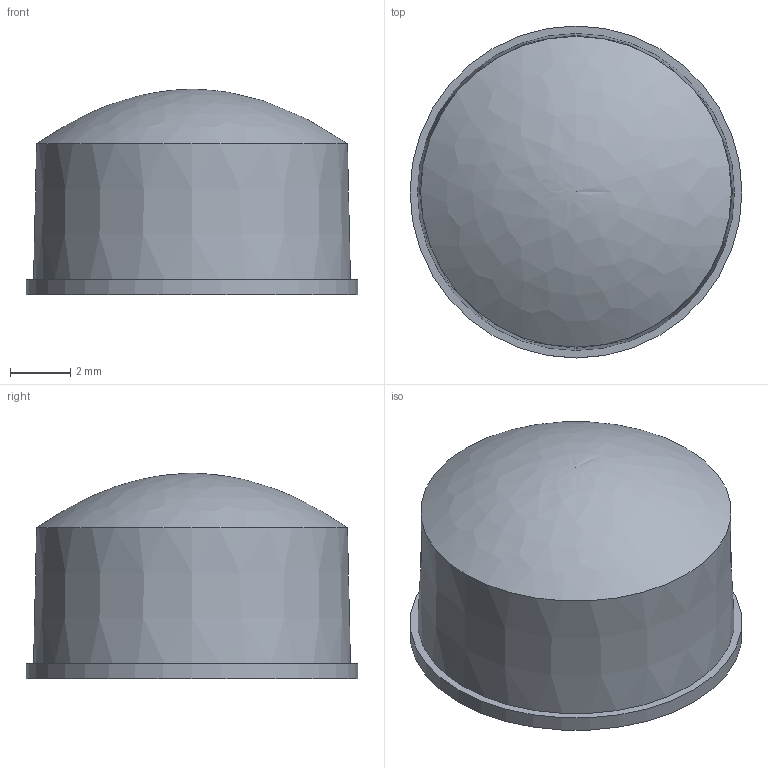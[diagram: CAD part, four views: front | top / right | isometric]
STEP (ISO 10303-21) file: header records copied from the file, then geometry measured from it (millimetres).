
FILE_DESCRIPTION(/* description */ (''),/* implementation_level */ '2;1');
FILE_NAME(/* name */ 'DR_PR2-11-7T.stp',/* time_stamp */ '2023-01-06T15:49:42+09:00',/* author */ ('user'),/* organization */ (''),/* preprocessor_version */ 'ST-DEVELOPER v15.6',/* originating_system */ 'Autodesk Inventor 2015',/* authorisation */ '');
FILE_SCHEMA (('AUTOMOTIVE_DESIGN { 1 0 10303 214 3 1 1 }'));
Length unit declared in the file: millimetre
Products named in the file (1): DR_PR2-11-7T
Bounding box: 11 x 11 x 6.8 mm (x, y, z)
Volume: 504.8 mm3; surface area: 360.6 mm2
Topology: 1 solids, 1 shells, 5 faces, 9 edges, 6 vertices
Faces by surface type: plane 2, bspline 1, cone 1, cylinder 1
Full cylindrical faces by diameter (mm): 11 x1
Entity records: 184 total; most frequent: CARTESIAN_POINT 78, DIRECTION 18, ORIENTED_EDGE 10, AXIS2_PLACEMENT_3D 9, EDGE_LOOP 8, FACE_OUTER_BOUND 5, VERTEX_POINT 5, EDGE_CURVE 5
